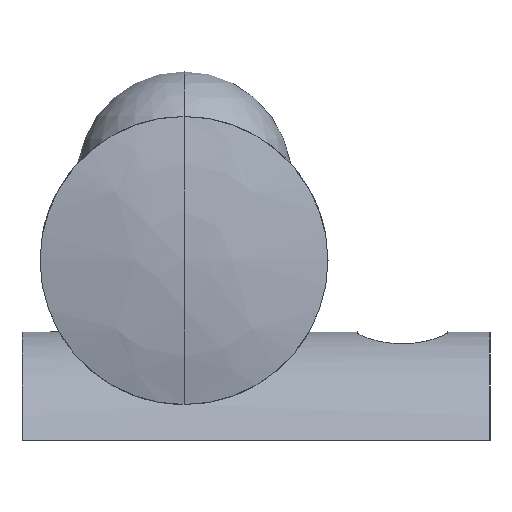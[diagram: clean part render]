
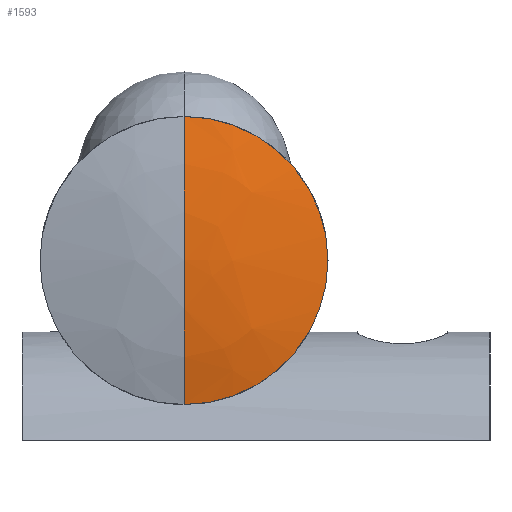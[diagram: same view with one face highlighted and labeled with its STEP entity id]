
A CAD part, left-side view. The second image highlights one B-rep face of the part: STEP entity #1593.
In plain terms, the highlighted free-form (B-spline) face has degree [2, 2] with [7, 9] control points.
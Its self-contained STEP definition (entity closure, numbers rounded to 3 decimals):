
#1447=CARTESIAN_POINT('POINT72',(2.,
   0.,16.));
#1448=VERTEX_POINT('VERTEX72',#1447);
#1455=CARTESIAN_POINT('POINT73',(2.,
   0.,-16.));
#1456=VERTEX_POINT('VERTEX73',#1455);
#1457=CARTESIAN_POINT('POS119',(2.,0.,
   0.));
#1458=DIRECTION('DIR185',(-1.,0.,
   0.));
#1459=DIRECTION('DIR186',(0.,0.,
   -1.));
#1460=AXIS2_PLACEMENT_3D('AXIS67',#1457,#1458,#1459);
#1461=CIRCLE('ELLIPSE30',#1460,16.);
#1462=EDGE_CURVE('EDGE106',#1456,#1448,#1461,.T.);
#1510=CARTESIAN_POINT('POINT74',(0.,
   0.,0.));
#1511=VERTEX_POINT('VERTEX74',#1510);
#1512=CARTESIAN_POINT('POS123',(64.,
   0.,-0.125));
#1513=DIRECTION('DIR191',(0.,-1.,
   0.));
#1514=DIRECTION('DIR192',(0.,0.,
   -1.));
#1515=AXIS2_PLACEMENT_3D('AXIS69',#1512,#1513,#1514);
#1516=CIRCLE('ELLIPSE31',#1515,64.);
#1517=EDGE_CURVE('EDGE110',#1511,#1456,#1516,.T.);
#1518=ORIENTED_EDGE('COEDGE217',*,*,#1517,.T.);
#1519=ORIENTED_EDGE('COEDGE218',*,*,#1462,.T.);
#1520=CARTESIAN_POINT('POS124',(64.,
   0.,0.125));
#1521=DIRECTION('DIR193',(0.,-1.,
   0.));
#1522=DIRECTION('DIR194',(0.,0.,
   1.));
#1523=AXIS2_PLACEMENT_3D('AXIS70',#1520,#1521,#1522);
#1524=CIRCLE('ELLIPSE32',#1523,64.);
#1525=EDGE_CURVE('EDGE111',#1448,#1511,#1524,.T.);
#1526=ORIENTED_EDGE('COEDGE219',*,*,#1525,.T.);
#1527=EDGE_LOOP('NONE',(#1518,#1519,#1526));
#1528=FACE_BOUND('LOOP1',#1527,.T.);
#1529=(BOUNDED_SURFACE() B_SPLINE_SURFACE(2,2,((#1530,#1531,#1532,#1533,
   #1534,#1535,#1536,#1537,#1538),(#1539,#1540,#1541,#1542,#1543,#1544,
   #1545,#1546,#1547),(#1548,#1549,#1550,#1551,#1552,#1553,#1554,#1555,
   #1556),(#1557,#1558,#1559,#1560,#1561,#1562,#1563,#1564,#1565),(#1566
   ,#1567,#1568,#1569,#1570,#1571,#1572,#1573,#1574),(#1575,#1576,#1577,
   #1578,#1579,#1580,#1581,#1582,#1583),(#1584,#1585,#1586,#1587,#1588,
   #1589,#1590,#1591,#1592)),.UNSPECIFIED.,.F.,.T.,.U.) 
   B_SPLINE_SURFACE_WITH_KNOTS((3,2,2,3),(3,2,2,2,3),(
   1.569,2.617,3.666,
   4.714),(0.,1.571,
   3.142,4.712,6.283),
   .UNSPECIFIED.) GEOMETRIC_REPRESENTATION_ITEM() 
   RATIONAL_B_SPLINE_SURFACE(((1.,0.707,1.,
   0.707,1.,0.707,1.,
   0.707,1.),(0.866,
   0.612,0.866,0.612,
   0.866,0.612,0.866,
   0.612,0.866),(1.,
   0.707,1.,0.707,1.,
   0.707,1.,0.707,1.),(
   0.866,0.612,0.866,
   0.612,0.866,0.612,
   0.866,0.612,0.866),(
   1.,0.707,1.,0.707,
   1.,0.707,1.,0.707,
   1.),(0.866,0.612,
   0.866,0.612,0.866,
   0.612,0.866,0.612,
   0.866),(1.,0.707,1.,
   0.707,1.,0.707,1.,
   0.707,1.))) REPRESENTATION_ITEM('SPLINE_SURF2')
    SURFACE());
#1530=CARTESIAN_POINT('',(0.,0.,
   0.));
#1531=CARTESIAN_POINT('',(0.,0.,
   0.));
#1532=CARTESIAN_POINT('',(0.,0.,
   0.));
#1533=CARTESIAN_POINT('',(0.,0.,
   0.));
#1534=CARTESIAN_POINT('',(0.,0.,
   0.));
#1535=CARTESIAN_POINT('',(0.,0.,
   0.));
#1536=CARTESIAN_POINT('',(0.,0.,
   0.));
#1537=CARTESIAN_POINT('',(0.,0.,
   0.));
#1538=CARTESIAN_POINT('',(0.,0.,
   0.));
#1539=CARTESIAN_POINT('',(-0.072,0.,
   37.006));
#1540=CARTESIAN_POINT('',(-0.072,37.006,
   37.006));
#1541=CARTESIAN_POINT('',(-0.072,37.006,
   0.));
#1542=CARTESIAN_POINT('',(-0.072,37.006,
   -37.006));
#1543=CARTESIAN_POINT('',(-0.072,0.,
   -37.006));
#1544=CARTESIAN_POINT('',(-0.072,-37.006,
   -37.006));
#1545=CARTESIAN_POINT('',(-0.072,-37.006,
   0.));
#1546=CARTESIAN_POINT('',(-0.072,-37.006,
   37.006));
#1547=CARTESIAN_POINT('',(-0.072,0.,
   37.006));
#1548=CARTESIAN_POINT('',(31.964,0.,
   55.53));
#1549=CARTESIAN_POINT('',(31.964,55.53,
   55.53));
#1550=CARTESIAN_POINT('',(31.964,55.53,
   0.));
#1551=CARTESIAN_POINT('',(31.964,55.53,
   -55.53));
#1552=CARTESIAN_POINT('',(31.964,0.,
   -55.53));
#1553=CARTESIAN_POINT('',(31.964,-55.53,
   -55.53));
#1554=CARTESIAN_POINT('',(31.964,-55.53,
   0.));
#1555=CARTESIAN_POINT('',(31.964,-55.53,
   55.53));
#1556=CARTESIAN_POINT('',(31.964,0.,
   55.53));
#1557=CARTESIAN_POINT('',(64.,0.,
   74.054));
#1558=CARTESIAN_POINT('',(64.,74.054,
   74.054));
#1559=CARTESIAN_POINT('',(64.,74.054,
   0.));
#1560=CARTESIAN_POINT('',(64.,74.054,
   -74.054));
#1561=CARTESIAN_POINT('',(64.,0.,
   -74.054));
#1562=CARTESIAN_POINT('',(64.,-74.054,
   -74.054));
#1563=CARTESIAN_POINT('',(64.,-74.054,
   0.));
#1564=CARTESIAN_POINT('',(64.,-74.054,
   74.054));
#1565=CARTESIAN_POINT('',(64.,0.,
   74.054));
#1566=CARTESIAN_POINT('',(96.036,0.,
   55.53));
#1567=CARTESIAN_POINT('',(96.036,55.53,
   55.53));
#1568=CARTESIAN_POINT('',(96.036,55.53,
   0.));
#1569=CARTESIAN_POINT('',(96.036,55.53,
   -55.53));
#1570=CARTESIAN_POINT('',(96.036,0.,
   -55.53));
#1571=CARTESIAN_POINT('',(96.036,-55.53,
   -55.53));
#1572=CARTESIAN_POINT('',(96.036,-55.53,
   0.));
#1573=CARTESIAN_POINT('',(96.036,-55.53,
   55.53));
#1574=CARTESIAN_POINT('',(96.036,0.,
   55.53));
#1575=CARTESIAN_POINT('',(128.072,0.,
   37.006));
#1576=CARTESIAN_POINT('',(128.072,37.006,
   37.006));
#1577=CARTESIAN_POINT('',(128.072,37.006,
   0.));
#1578=CARTESIAN_POINT('',(128.072,37.006,
   -37.006));
#1579=CARTESIAN_POINT('',(128.072,0.,
   -37.006));
#1580=CARTESIAN_POINT('',(128.072,-37.006,
   -37.006));
#1581=CARTESIAN_POINT('',(128.072,-37.006,
   0.));
#1582=CARTESIAN_POINT('',(128.072,-37.006,
   37.006));
#1583=CARTESIAN_POINT('',(128.072,0.,
   37.006));
#1584=CARTESIAN_POINT('',(128.,0.,
   0.));
#1585=CARTESIAN_POINT('',(128.,0.,
   0.));
#1586=CARTESIAN_POINT('',(128.,0.,
   0.));
#1587=CARTESIAN_POINT('',(128.,0.,
   0.));
#1588=CARTESIAN_POINT('',(128.,0.,
   0.));
#1589=CARTESIAN_POINT('',(128.,0.,
   0.));
#1590=CARTESIAN_POINT('',(128.,0.,
   0.));
#1591=CARTESIAN_POINT('',(128.,0.,
   0.));
#1592=CARTESIAN_POINT('',(128.,0.,
   0.));
#1593=ADVANCED_FACE('FACE43',(#1528),#1529,.T.);
